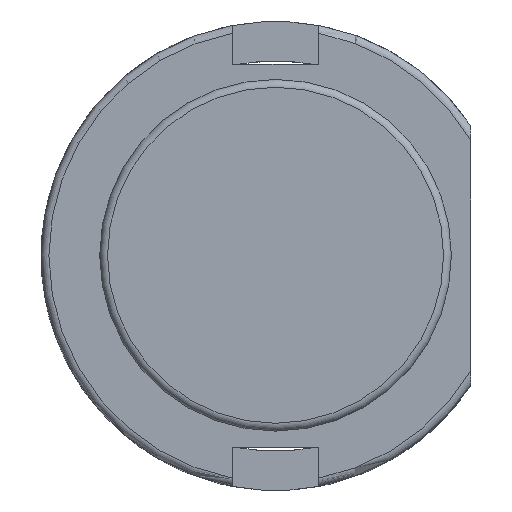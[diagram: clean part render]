
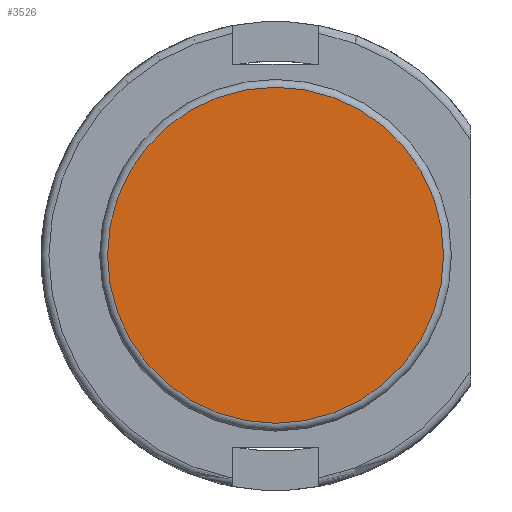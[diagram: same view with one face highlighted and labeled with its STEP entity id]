
A CAD part, top view. The second image highlights one B-rep face of the part: STEP entity #3526.
In plain terms, the highlighted planar face has unit normal (0, 0, 1).
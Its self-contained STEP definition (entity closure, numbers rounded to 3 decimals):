
#3429 = TOROIDAL_SURFACE('',#3430,4.3,0.2);
#3430 = AXIS2_PLACEMENT_3D('',#3431,#3432,#3433);
#3431 = CARTESIAN_POINT('',(0.,0.,11.8));
#3432 = DIRECTION('',(0.,0.,1.));
#3433 = DIRECTION('',(1.,0.,0.));
#3473 = VERTEX_POINT('',#3474);
#3474 = CARTESIAN_POINT('',(4.3,0.,12.));
#3496 = EDGE_CURVE('',#3473,#3473,#3497,.T.);
#3497 = SURFACE_CURVE('',#3498,(#3503,#3510),.PCURVE_S1.);
#3498 = CIRCLE('',#3499,4.3);
#3499 = AXIS2_PLACEMENT_3D('',#3500,#3501,#3502);
#3500 = CARTESIAN_POINT('',(0.,0.,12.));
#3501 = DIRECTION('',(0.,0.,1.));
#3502 = DIRECTION('',(1.,0.,0.));
#3503 = PCURVE('',#3429,#3504);
#3504 = DEFINITIONAL_REPRESENTATION('',(#3505),#3509);
#3505 = LINE('',#3506,#3507);
#3506 = CARTESIAN_POINT('',(0.,1.571));
#3507 = VECTOR('',#3508,1.);
#3508 = DIRECTION('',(1.,0.));
#3509 = ( GEOMETRIC_REPRESENTATION_CONTEXT(2) 
PARAMETRIC_REPRESENTATION_CONTEXT() REPRESENTATION_CONTEXT('2D SPACE',''
  ) );
#3510 = PCURVE('',#3511,#3516);
#3511 = PLANE('',#3512);
#3512 = AXIS2_PLACEMENT_3D('',#3513,#3514,#3515);
#3513 = CARTESIAN_POINT('',(0.,0.,12.));
#3514 = DIRECTION('',(0.,0.,1.));
#3515 = DIRECTION('',(1.,0.,0.));
#3516 = DEFINITIONAL_REPRESENTATION('',(#3517),#3521);
#3517 = CIRCLE('',#3518,4.3);
#3518 = AXIS2_PLACEMENT_2D('',#3519,#3520);
#3519 = CARTESIAN_POINT('',(0.,0.));
#3520 = DIRECTION('',(1.,0.));
#3521 = ( GEOMETRIC_REPRESENTATION_CONTEXT(2) 
PARAMETRIC_REPRESENTATION_CONTEXT() REPRESENTATION_CONTEXT('2D SPACE',''
  ) );
#3526 = ADVANCED_FACE('',(#3527),#3511,.T.);
#3527 = FACE_BOUND('',#3528,.T.);
#3528 = EDGE_LOOP('',(#3529));
#3529 = ORIENTED_EDGE('',*,*,#3496,.T.);
